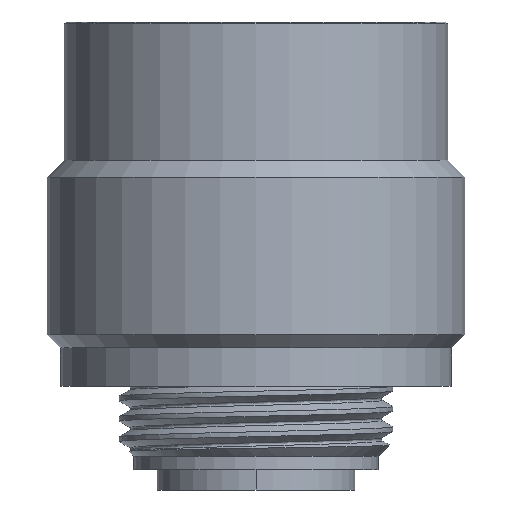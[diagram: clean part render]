
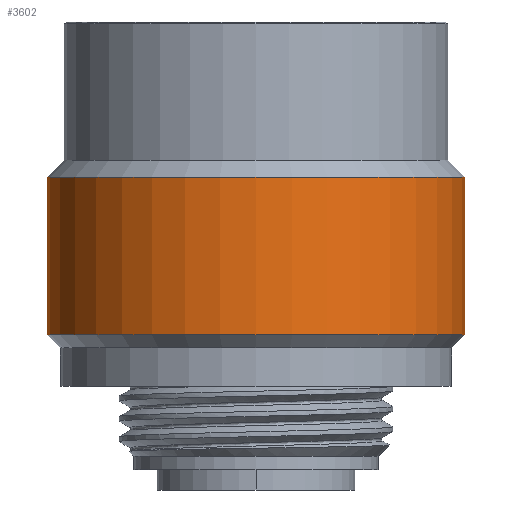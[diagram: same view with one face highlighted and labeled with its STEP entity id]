
A CAD part, front view. The second image highlights one B-rep face of the part: STEP entity #3602.
In plain terms, the highlighted cylindrical face has radius 10.9 mm (diameter 21.8 mm), a partial arc.
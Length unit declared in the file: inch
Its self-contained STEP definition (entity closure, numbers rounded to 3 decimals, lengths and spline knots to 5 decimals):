
#435=DIRECTION('',(0.,0.,-1.));
#436=VECTOR('',#435,0.32283);
#437=CARTESIAN_POINT('',(0.42913,0.,0.07677));
#438=LINE('',#437,#436);
#439=DIRECTION('',(0.,0.,-1.));
#440=VECTOR('',#439,0.32283);
#441=CARTESIAN_POINT('',(-0.42913,0.,0.07677));
#442=LINE('',#441,#440);
#443=CARTESIAN_POINT('',(0.,0.,0.07677));
#444=DIRECTION('',(0.,0.,-1.));
#445=DIRECTION('',(1.,0.,0.));
#446=AXIS2_PLACEMENT_3D('',#443,#444,#445);
#466=CARTESIAN_POINT('',(0.,0.,-0.24606));
#467=DIRECTION('',(0.,0.,-1.));
#468=DIRECTION('',(1.,0.,0.));
#469=AXIS2_PLACEMENT_3D('',#466,#467,#468);
#2769=CARTESIAN_POINT('',(0.42913,0.,0.07677));
#2771=VERTEX_POINT('',#2769);
#2772=CARTESIAN_POINT('',(0.42913,0.,-0.24606));
#2773=VERTEX_POINT('',#2772);
#2775=CARTESIAN_POINT('',(-0.42913,0.,0.07677));
#2777=VERTEX_POINT('',#2775);
#2778=CARTESIAN_POINT('',(-0.42913,0.,-0.24606));
#2779=VERTEX_POINT('',#2778);
#3588=CARTESIAN_POINT('',(0.,0.,-0.39327));
#3589=DIRECTION('',(0.,0.,1.));
#3590=DIRECTION('',(-1.,0.,0.));
#3591=AXIS2_PLACEMENT_3D('',#3588,#3589,#3590);
#3592=CYLINDRICAL_SURFACE('',#3591,0.42913);
#3594=ORIENTED_EDGE('',*,*,#3593,.T.);
#3596=ORIENTED_EDGE('',*,*,#3595,.T.);
#3598=ORIENTED_EDGE('',*,*,#3597,.F.);
#3599=ORIENTED_EDGE('',*,*,#3581,.F.);
#3600=EDGE_LOOP('',(#3594,#3596,#3598,#3599));
#3601=FACE_OUTER_BOUND('',#3600,.F.);
#3602=ADVANCED_FACE('',(#3601),#3592,.T.);
#447=CIRCLE('',#446,0.42913);
#470=CIRCLE('',#469,0.42913);
#3581=EDGE_CURVE('',#2771,#2777,#447,.T.);
#3593=EDGE_CURVE('',#2771,#2773,#438,.T.);
#3595=EDGE_CURVE('',#2773,#2779,#470,.T.);
#3597=EDGE_CURVE('',#2777,#2779,#442,.T.);
